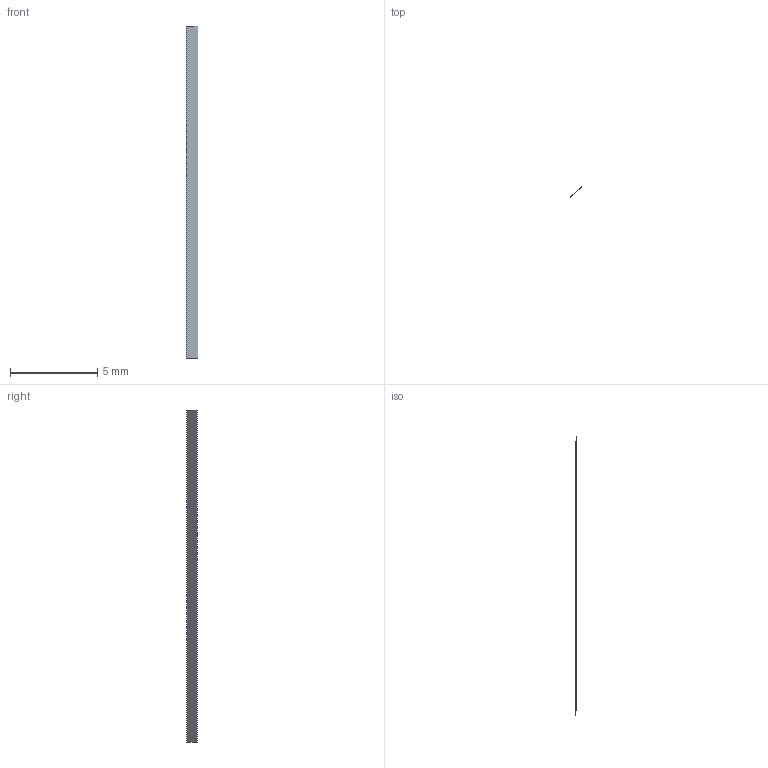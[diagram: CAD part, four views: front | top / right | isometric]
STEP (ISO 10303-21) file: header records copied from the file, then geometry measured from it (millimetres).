
FILE_DESCRIPTION(/* description */ ('VU Meter Deck angled desktop stand'),/* implementation_level */ '2;1');
FILE_NAME(/* name */ 'Custom_XY_Joint_-_Right',/* time_stamp */ '2024-06-27T16:48:23+02:00',/* author */ ('SB'),/* organization */ (''),/* preprocessor_version */ 'ST-DEVELOPER v16.7',/* originating_system */ 'DEX',/* authorisation */ $);
FILE_SCHEMA (('AUTOMOTIVE_DESIGN {1 0 10303 214 3 1 1}'));
Length unit declared in the file: millimetre
Products named in the file (1): Custom_XY_Joint_-_Right
Bounding box: 0.65 x 0.58 x 19 mm (x, y, z)
Volume: 0 mm3; surface area: 33.1 mm2
Topology: 1 solids, 1 shells, 2 faces, 4 edges, 4 vertices
Faces by surface type: cylinder 2
Entity records: 94 total; most frequent: CARTESIAN_POINT 23, ORIENTED_EDGE 8, DIRECTION 6, EDGE_CURVE 4, VERTEX_POINT 4, B_SPLINE_CURVE_WITH_KNOTS 4, AXIS2_PLACEMENT_3D 3, PROPERTY_DEFINITION_REPRESENTATION 2
